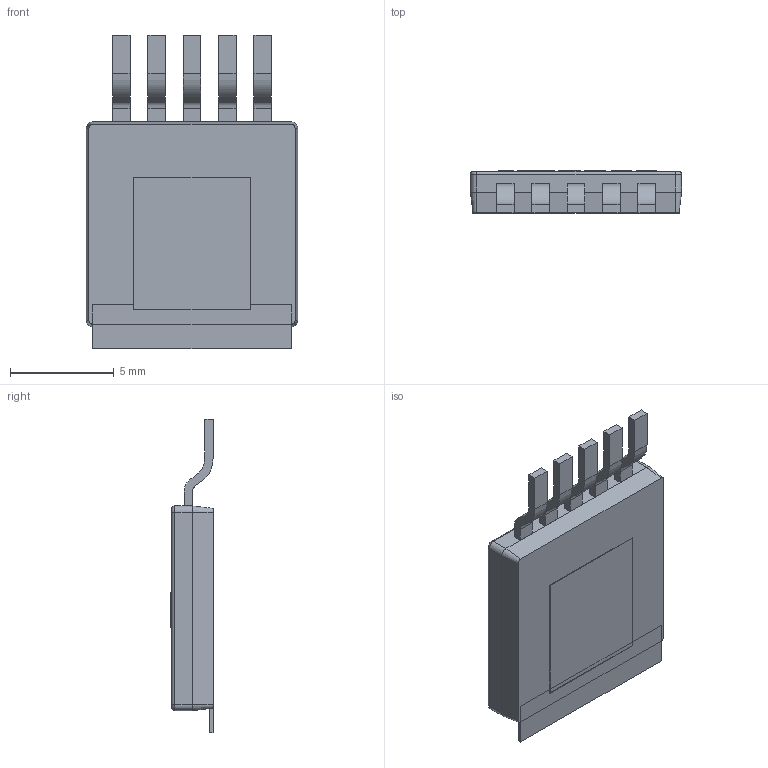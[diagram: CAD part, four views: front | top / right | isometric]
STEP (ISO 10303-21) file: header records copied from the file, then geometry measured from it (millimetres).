
FILE_DESCRIPTION (( 'STEP AP214' ), '1' );
FILE_NAME ('TO-263.STEP', '2015-07-05T15:57:24', ( '' ), ( '' ), 'SwSTEP 2.0', 'SolidWorks 2014', '' );
FILE_SCHEMA (( 'AUTOMOTIVE_DESIGN' ));
Length unit declared in the file: millimetre
Products named in the file (1): TO-263
Bounding box: 10.16 x 2.06 x 15.06 mm (x, y, z)
Volume: 209 mm3; surface area: 378.1 mm2
Topology: 7 solids, 7 shells, 160 faces, 395 edges, 258 vertices
Faces by surface type: plane 109, bspline 37, cylinder 10, cone 4
Entity records: 7232 total; most frequent: CARTESIAN_POINT 2643, ORIENTED_EDGE 790, DIRECTION 597, EDGE_CURVE 395, LINE 301, VECTOR 301, VERTEX_POINT 258, EDGE_LOOP 169
